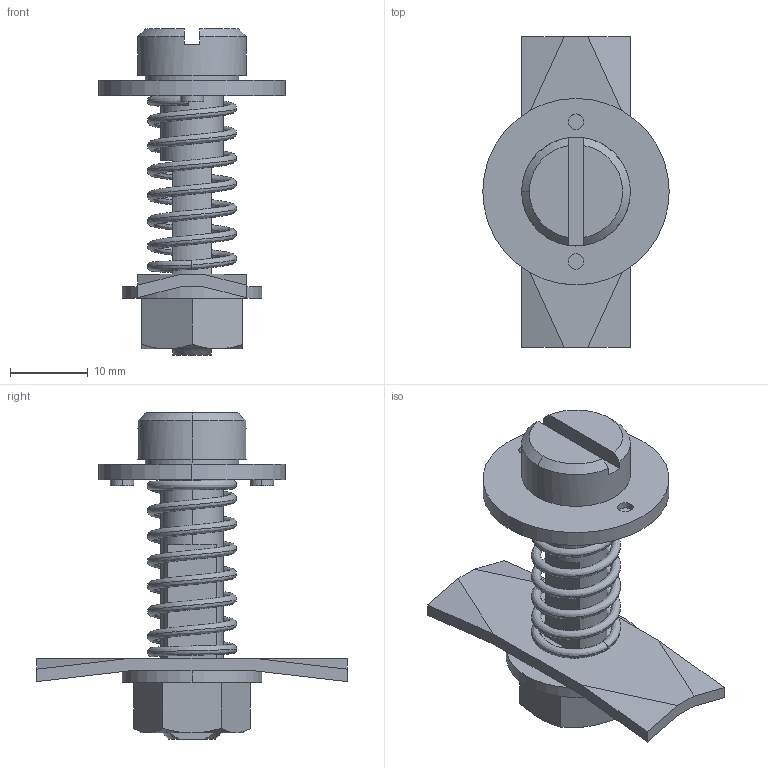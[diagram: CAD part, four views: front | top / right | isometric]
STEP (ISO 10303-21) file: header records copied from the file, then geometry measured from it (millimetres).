
FILE_DESCRIPTION (( 'STEP AP203' ), '1' );
FILE_NAME ('sone3D.STEP', '2013-09-30T04:46:33', ( '' ), ( '' ), 'SwSTEP 2.0', 'SolidWorks 2012', '' );
FILE_SCHEMA (( 'CONFIG_CONTROL_DESIGN' ));
Length unit declared in the file: millimetre
Products named in the file (7): sone3D; 六角ナットM8（1種）_M8(1種)_公; 平ワッシャーM8みがき丸; A-171コイルばね_; A-171止め金_; A-171正面板_; A-171本体_
Assembly tree (6 placements, depth 2):
  sone3D
    A-171本体_
    A-171正面板_
    A-171止め金_
    A-171コイルばね_
    平ワッシャーM8みがき丸
    六角ナットM8（1種）_M8(1種)_公
Bounding box: 24 x 40 x 42 mm (x, y, z)
Volume: 5177.3 mm3; surface area: 5807.9 mm2
Topology: 6 solids, 6 shells, 95 faces, 221 edges, 143 vertices
Faces by surface type: plane 49, cylinder 29, cone 11, bspline 6
Entity records: 6435 total; most frequent: CARTESIAN_POINT 3530, DIRECTION 468, ORIENTED_EDGE 438, EDGE_CURVE 219, AXIS2_PLACEMENT_3D 181, VERTEX_POINT 143, EDGE_LOOP 110, LINE 106
